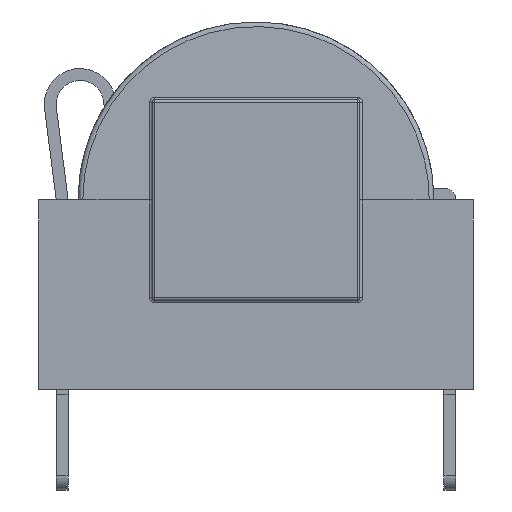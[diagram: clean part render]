
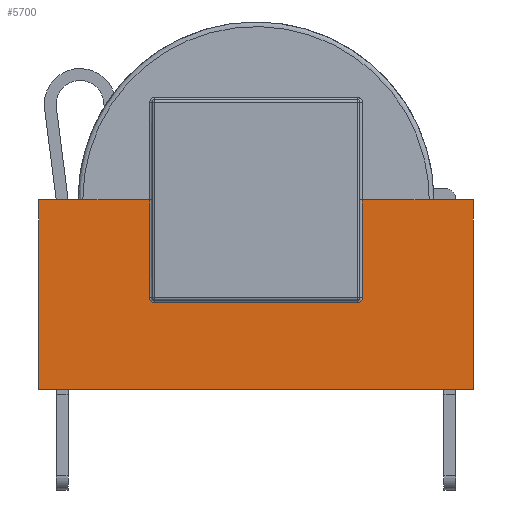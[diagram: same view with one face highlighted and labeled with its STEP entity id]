
A CAD part, front view. The second image highlights one B-rep face of the part: STEP entity #5700.
In plain terms, the highlighted planar face has unit normal (0, -1, 0).
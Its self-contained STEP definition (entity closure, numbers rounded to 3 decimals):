
#319=PLANE('',#6178);
#609=FACE_OUTER_BOUND('',#927,.T.);
#927=EDGE_LOOP('',(#4910,#4911,#4912,#4913,#4914,#4915,#4916,#4917,#4918,
#4919,#4920,#4921));
#1134=CIRCLE('',#6084,0.2);
#1140=CIRCLE('',#6095,0.2);
#1447=LINE('',#8929,#2053);
#1546=LINE('',#9255,#2152);
#1548=LINE('',#9302,#2154);
#1571=LINE('',#9400,#2177);
#1574=LINE('',#9406,#2180);
#1575=LINE('',#9409,#2181);
#1614=LINE('',#11141,#2220);
#1615=LINE('',#11142,#2221);
#1616=LINE('',#11144,#2222);
#1617=LINE('',#11145,#2223);
#2053=VECTOR('',#6936,10.);
#2152=VECTOR('',#7203,10.);
#2154=VECTOR('',#7227,10.);
#2177=VECTOR('',#7314,10.);
#2180=VECTOR('',#7321,10.);
#2181=VECTOR('',#7324,10.);
#2220=VECTOR('',#7455,10.);
#2221=VECTOR('',#7456,10.);
#2222=VECTOR('',#7457,10.);
#2223=VECTOR('',#7458,10.);
#2646=VERTEX_POINT('',#8926);
#2647=VERTEX_POINT('',#8928);
#2748=VERTEX_POINT('',#9248);
#2749=VERTEX_POINT('',#9250);
#2750=VERTEX_POINT('',#9254);
#2758=VERTEX_POINT('',#9296);
#2759=VERTEX_POINT('',#9298);
#2767=VERTEX_POINT('',#9345);
#2778=VERTEX_POINT('',#9405);
#2779=VERTEX_POINT('',#9407);
#2840=VERTEX_POINT('',#11140);
#2841=VERTEX_POINT('',#11143);
#3293=EDGE_CURVE('',#2647,#2646,#1447,.T.);
#3434=EDGE_CURVE('',#2748,#2749,#1134,.T.);
#3436=EDGE_CURVE('',#2750,#2748,#1546,.T.);
#3445=EDGE_CURVE('',#2758,#2759,#1140,.T.);
#3447=EDGE_CURVE('',#2749,#2758,#1548,.T.);
#3487=EDGE_CURVE('',#2759,#2767,#1571,.T.);
#3490=EDGE_CURVE('',#2767,#2778,#1574,.T.);
#3492=EDGE_CURVE('',#2779,#2750,#1575,.T.);
#3574=EDGE_CURVE('',#2840,#2779,#1614,.T.);
#3575=EDGE_CURVE('',#2647,#2840,#1615,.T.);
#3576=EDGE_CURVE('',#2646,#2841,#1616,.T.);
#3577=EDGE_CURVE('',#2778,#2841,#1617,.T.);
#4910=ORIENTED_EDGE('',*,*,#3436,.F.);
#4911=ORIENTED_EDGE('',*,*,#3492,.F.);
#4912=ORIENTED_EDGE('',*,*,#3574,.F.);
#4913=ORIENTED_EDGE('',*,*,#3575,.F.);
#4914=ORIENTED_EDGE('',*,*,#3293,.T.);
#4915=ORIENTED_EDGE('',*,*,#3576,.T.);
#4916=ORIENTED_EDGE('',*,*,#3577,.F.);
#4917=ORIENTED_EDGE('',*,*,#3490,.F.);
#4918=ORIENTED_EDGE('',*,*,#3487,.F.);
#4919=ORIENTED_EDGE('',*,*,#3445,.F.);
#4920=ORIENTED_EDGE('',*,*,#3447,.F.);
#4921=ORIENTED_EDGE('',*,*,#3434,.F.);
#5700=ADVANCED_FACE('',(#609),#319,.T.);
#6084=AXIS2_PLACEMENT_3D('',#9251,#7197,#7198);
#6095=AXIS2_PLACEMENT_3D('',#9299,#7221,#7222);
#6178=AXIS2_PLACEMENT_3D('',#11139,#7453,#7454);
#6936=DIRECTION('',(1.,0.,0.));
#7197=DIRECTION('center_axis',(0.,-1.,0.));
#7198=DIRECTION('ref_axis',(-0.707,0.,-0.707));
#7203=DIRECTION('',(0.,0.,-1.));
#7221=DIRECTION('center_axis',(0.,-1.,0.));
#7222=DIRECTION('ref_axis',(0.707,0.,-0.707));
#7227=DIRECTION('',(1.,0.,0.));
#7314=DIRECTION('',(0.,0.,1.));
#7321=DIRECTION('',(1.,0.,0.));
#7324=DIRECTION('',(1.,0.,0.));
#7453=DIRECTION('center_axis',(0.,-1.,0.));
#7454=DIRECTION('ref_axis',(1.,0.,0.));
#7455=DIRECTION('',(1.,0.,0.));
#7456=DIRECTION('',(0.,0.,1.));
#7457=DIRECTION('',(0.,0.,1.));
#7458=DIRECTION('',(1.,0.,0.));
#8926=CARTESIAN_POINT('',(9.1,-10.26,0.22));
#8928=CARTESIAN_POINT('',(-9.1,-10.26,0.22));
#8929=CARTESIAN_POINT('',(-9.1,-10.26,0.22));
#9248=CARTESIAN_POINT('',(-4.45,-10.26,4.04));
#9250=CARTESIAN_POINT('',(-4.25,-10.26,3.84));
#9251=CARTESIAN_POINT('Origin',(-4.25,-10.26,4.04));
#9254=CARTESIAN_POINT('',(-4.45,-10.26,8.14));
#9255=CARTESIAN_POINT('',(-4.45,-10.26,4.18));
#9296=CARTESIAN_POINT('',(4.25,-10.26,3.84));
#9298=CARTESIAN_POINT('',(4.45,-10.26,4.04));
#9299=CARTESIAN_POINT('Origin',(4.25,-10.26,4.04));
#9302=CARTESIAN_POINT('',(-4.55,-10.26,3.84));
#9345=CARTESIAN_POINT('',(4.45,-10.26,8.14));
#9400=CARTESIAN_POINT('',(4.45,-10.26,4.18));
#9405=CARTESIAN_POINT('',(7.25,-10.26,8.14));
#9406=CARTESIAN_POINT('',(-9.1,-10.26,8.14));
#9407=CARTESIAN_POINT('',(-7.25,-10.26,8.14));
#9409=CARTESIAN_POINT('',(-9.1,-10.26,8.14));
#11139=CARTESIAN_POINT('Origin',(-9.1,-10.26,0.22));
#11140=CARTESIAN_POINT('',(-9.1,-10.26,8.14));
#11141=CARTESIAN_POINT('',(-9.1,-10.26,8.14));
#11142=CARTESIAN_POINT('',(-9.1,-10.26,0.22));
#11143=CARTESIAN_POINT('',(9.1,-10.26,8.14));
#11144=CARTESIAN_POINT('',(9.1,-10.26,0.22));
#11145=CARTESIAN_POINT('',(-9.1,-10.26,8.14));
